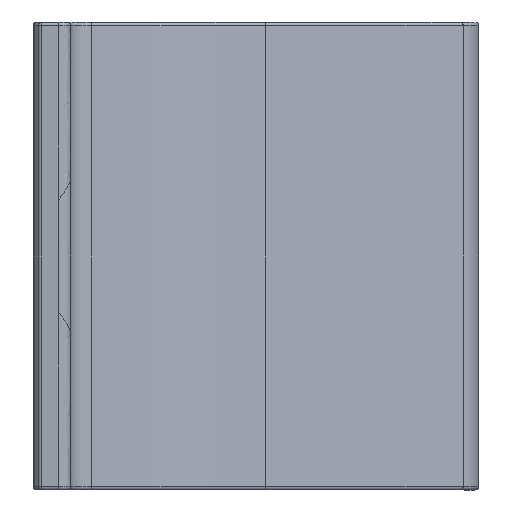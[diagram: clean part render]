
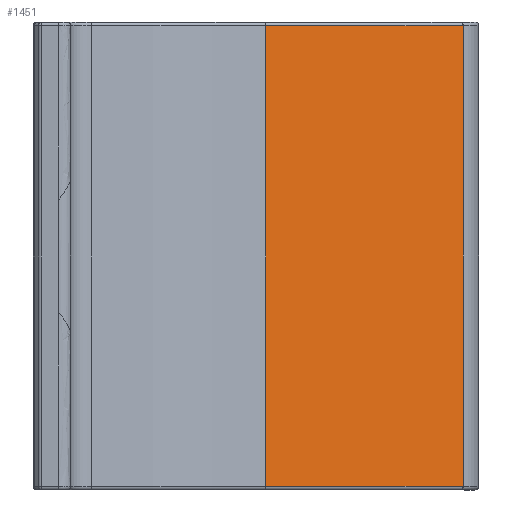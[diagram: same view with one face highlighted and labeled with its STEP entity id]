
A CAD part, left-side view. The second image highlights one B-rep face of the part: STEP entity #1451.
In plain terms, the highlighted planar face has unit normal (-0.81, -0.586, 0).
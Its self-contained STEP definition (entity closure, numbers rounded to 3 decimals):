
#30=PLANE('',#1652);
#109=LINE('',#2743,#195);
#135=LINE('',#3770,#221);
#146=LINE('',#4551,#232);
#147=LINE('',#4553,#233);
#195=VECTOR('',#1854,10.);
#221=VECTOR('',#2016,10.);
#232=VECTOR('',#2061,1060.);
#233=VECTOR('',#2064,1060.);
#365=FACE_OUTER_BOUND('',#461,.T.);
#461=EDGE_LOOP('',(#1191,#1192,#1193,#1194));
#657=VERTEX_POINT('',#2733);
#659=VERTEX_POINT('',#2739);
#701=VERTEX_POINT('',#3760);
#703=VERTEX_POINT('',#3766);
#808=EDGE_CURVE('',#657,#659,#109,.T.);
#882=EDGE_CURVE('',#701,#703,#135,.T.);
#906=EDGE_CURVE('',#657,#703,#146,.T.);
#907=EDGE_CURVE('',#701,#659,#147,.T.);
#1191=ORIENTED_EDGE('',*,*,#882,.F.);
#1192=ORIENTED_EDGE('',*,*,#907,.T.);
#1193=ORIENTED_EDGE('',*,*,#808,.F.);
#1194=ORIENTED_EDGE('',*,*,#906,.T.);
#1451=ADVANCED_FACE('',(#365),#30,.F.);
#1652=AXIS2_PLACEMENT_3D('',#4552,#2062,#2063);
#1854=DIRECTION('',(0.586,-0.81,0.));
#2016=DIRECTION('',(-0.586,0.81,0.));
#2061=DIRECTION('',(0.,0.,-1.));
#2062=DIRECTION('center_axis',(0.81,0.586,0.));
#2063=DIRECTION('ref_axis',(-0.586,0.81,0.));
#2064=DIRECTION('',(0.,0.,1.));
#2733=CARTESIAN_POINT('',(-27.191,-20.847,19.2));
#2739=CARTESIAN_POINT('',(-14.98,-37.726,19.2));
#2743=CARTESIAN_POINT('',(-22.396,-27.475,19.2));
#3760=CARTESIAN_POINT('',(-14.98,-37.726,-20.22));
#3766=CARTESIAN_POINT('',(-27.191,-20.847,-20.22));
#3770=CARTESIAN_POINT('',(-22.396,-27.475,-20.22));
#4551=CARTESIAN_POINT('',(-27.191,-20.847,8.5));
#4552=CARTESIAN_POINT('Origin',(-27.191,-20.847,8.5));
#4553=CARTESIAN_POINT('',(-14.98,-37.726,8.5));
